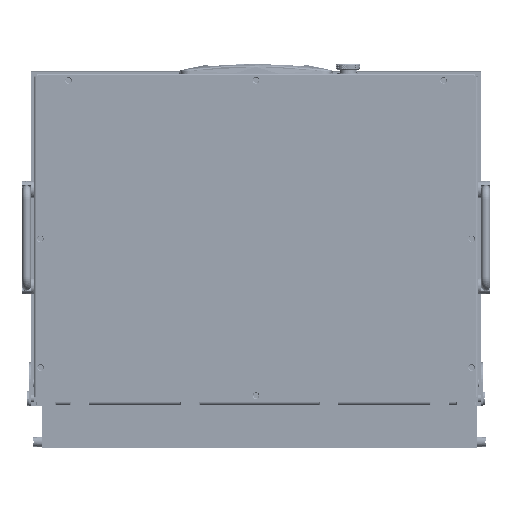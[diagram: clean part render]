
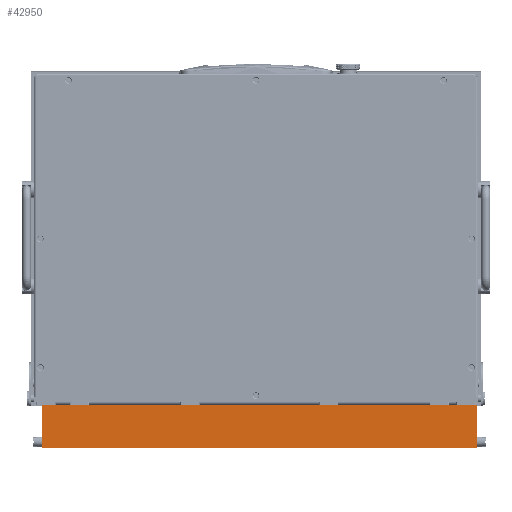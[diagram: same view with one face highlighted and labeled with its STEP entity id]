
A CAD part, front view. The second image highlights one B-rep face of the part: STEP entity #42950.
In plain terms, the highlighted planar face has unit normal (0, -1, 0).
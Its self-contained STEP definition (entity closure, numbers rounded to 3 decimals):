
#4719 = VERTEX_POINT ( 'NONE', #240620 ) ;
#5165 = VECTOR ( 'NONE', #38018, 1000. ) ;
#11766 = ORIENTED_EDGE ( 'NONE', *, *, #167265, .T. ) ;
#24135 = FACE_OUTER_BOUND ( 'NONE', #111763, .T. ) ;
#26938 = ORIENTED_EDGE ( 'NONE', *, *, #197060, .F. ) ;
#38018 = DIRECTION ( 'NONE',  ( 0.017, 0., 1. ) ) ;
#42950 = ADVANCED_FACE ( 'NONE', ( #24135 ), #47882, .F. ) ;
#44229 = CARTESIAN_POINT ( 'NONE',  ( -0.084, 0., 427.514 ) ) ;
#47882 = PLANE ( 'NONE',  #52697 ) ;
#52697 = AXIS2_PLACEMENT_3D ( 'NONE', #171274, #128881, #252119 ) ;
#76929 = VERTEX_POINT ( 'NONE', #199560 ) ;
#88681 = VECTOR ( 'NONE', #146632, 1000. ) ;
#88757 = VERTEX_POINT ( 'NONE', #148258 ) ;
#90220 = CARTESIAN_POINT ( 'NONE',  ( -7.864, 0., -18.188 ) ) ;
#109116 = CARTESIAN_POINT ( 'NONE',  ( -0.004, 0., 432.085 ) ) ;
#111763 = EDGE_LOOP ( 'NONE', ( #168911, #11766, #213881, #26938 ) ) ;
#128881 = DIRECTION ( 'NONE',  ( 0., 1., 0. ) ) ;
#134921 = EDGE_CURVE ( 'NONE', #4719, #76929, #168792, .T. ) ;
#146632 = DIRECTION ( 'NONE',  ( 0.017, 0., 1. ) ) ;
#148258 = CARTESIAN_POINT ( 'NONE',  ( -7.864, 0., -18.188 ) ) ;
#148886 = DIRECTION ( 'NONE',  ( -1., 0., 0.017 ) ) ;
#152150 = VECTOR ( 'NONE', #148886, 1000. ) ;
#152489 = LINE ( 'NONE', #90220, #223427 ) ;
#158806 = LINE ( 'NONE', #44229, #5165 ) ;
#167265 = EDGE_CURVE ( 'NONE', #177903, #4719, #243451, .T. ) ;
#168792 = LINE ( 'NONE', #109116, #152150 ) ;
#168911 = ORIENTED_EDGE ( 'NONE', *, *, #252488, .T. ) ;
#171274 = CARTESIAN_POINT ( 'NONE',  ( 44.443, 0., 431.563 ) ) ;
#177903 = VERTEX_POINT ( 'NONE', #253125 ) ;
#191604 = CARTESIAN_POINT ( 'NONE',  ( 44.443, 0., 431.563 ) ) ;
#197060 = EDGE_CURVE ( 'NONE', #88757, #76929, #158806, .T. ) ;
#199560 = CARTESIAN_POINT ( 'NONE',  ( -0.004, 0., 432.085 ) ) ;
#213465 = DIRECTION ( 'NONE',  ( 1., 0., -0.017 ) ) ;
#213881 = ORIENTED_EDGE ( 'NONE', *, *, #134921, .T. ) ;
#223427 = VECTOR ( 'NONE', #213465, 1000. ) ;
#240620 = CARTESIAN_POINT ( 'NONE',  ( 44.439, 0., 431.309 ) ) ;
#243451 = LINE ( 'NONE', #191604, #88681 ) ;
#252119 = DIRECTION ( 'NONE',  ( 0., 0., 1. ) ) ;
#252488 = EDGE_CURVE ( 'NONE', #88757, #177903, #152489, .T. ) ;
#253125 = CARTESIAN_POINT ( 'NONE',  ( 36.579, 0., -18.964 ) ) ;
